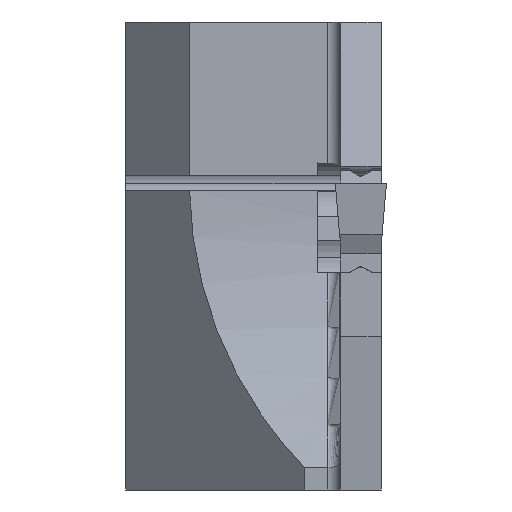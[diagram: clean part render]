
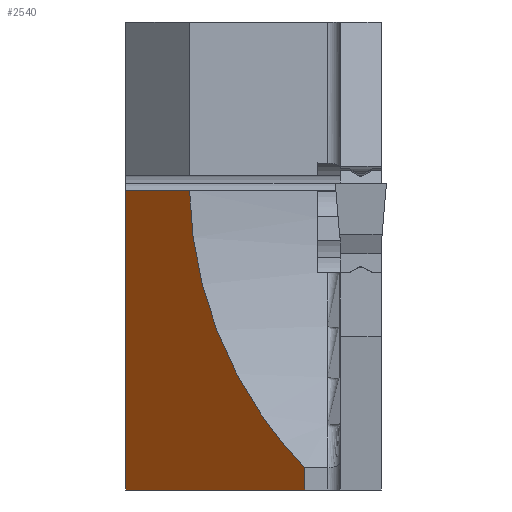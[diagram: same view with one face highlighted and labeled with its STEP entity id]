
A CAD part, left-side view. The second image highlights one B-rep face of the part: STEP entity #2540.
In plain terms, the highlighted planar face has unit normal (-0.707, 0.707, 0).
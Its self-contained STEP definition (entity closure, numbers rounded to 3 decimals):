
#7 = ORIENTED_EDGE ( 'NONE', *, *, #632, .T. ) ;
#72 = CARTESIAN_POINT ( 'NONE',  ( 12.497, 7.497, 11.7 ) ) ;
#96 = VERTEX_POINT ( 'NONE', #2428 ) ;
#196 = LINE ( 'NONE', #635, #2606 ) ;
#245 = ORIENTED_EDGE ( 'NONE', *, *, #1145, .F. ) ;
#384 = LINE ( 'NONE', #3109, #3139 ) ;
#408 = CARTESIAN_POINT ( 'NONE',  ( 6.6, 1.6, 18.3 ) ) ;
#420 = DIRECTION ( 'NONE',  ( -0.707, -0.707, 0. ) ) ;
#427 = AXIS2_PLACEMENT_3D ( 'NONE', #408, #1643, #2873 ) ;
#496 = EDGE_CURVE ( 'NONE', #2124, #96, #1469, .T. ) ;
#632 = EDGE_CURVE ( 'NONE', #2016, #2124, #384, .T. ) ;
#635 = CARTESIAN_POINT ( 'NONE',  ( 6.6, 1.6, 11.7 ) ) ;
#924 = DIRECTION ( 'NONE',  ( 0., 0., -1. ) ) ;
#947 = FACE_OUTER_BOUND ( 'NONE', #1320, .T. ) ;
#1127 = CARTESIAN_POINT ( 'NONE',  ( 8., 3., 18.3 ) ) ;
#1145 = EDGE_CURVE ( 'NONE', #2982, #96, #2452, .T. ) ;
#1157 = DIRECTION ( 'NONE',  ( -0.707, -0.707, 0. ) ) ;
#1218 = CARTESIAN_POINT ( 'NONE',  ( 12.497, 7.497, 11.7 ) ) ;
#1258 = ORIENTED_EDGE ( 'NONE', *, *, #2987, .F. ) ;
#1320 = EDGE_LOOP ( 'NONE', ( #1258, #7, #2594, #245, #2490 ) ) ;
#1354 = VECTOR ( 'NONE', #420, 1000. ) ;
#1399 =( BOUNDED_CURVE ( )  B_SPLINE_CURVE ( 3, ( #1218, #2168, #1899, #2629 ),
 .UNSPECIFIED., .F., .F. ) 
 B_SPLINE_CURVE_WITH_KNOTS ( ( 4, 4 ),
 ( 3.16, 3.91 ),
 .UNSPECIFIED. ) 
 CURVE ( )  GEOMETRIC_REPRESENTATION_ITEM ( )  RATIONAL_B_SPLINE_CURVE ( ( 1., 0.954, 0.954, 1. ) ) 
 REPRESENTATION_ITEM ( '' )  );
#1426 = CARTESIAN_POINT ( 'NONE',  ( 8., 3., 0.876 ) ) ;
#1469 = LINE ( 'NONE', #2651, #1354 ) ;
#1488 = VERTEX_POINT ( 'NONE', #72 ) ;
#1643 = DIRECTION ( 'NONE',  ( 0.707, -0.707, 0. ) ) ;
#1661 = CARTESIAN_POINT ( 'NONE',  ( 15., 10., 0. ) ) ;
#1870 = DIRECTION ( 'NONE',  ( 0., 0., -1. ) ) ;
#1899 = CARTESIAN_POINT ( 'NONE',  ( 10.848, 5.848, 3.82 ) ) ;
#2016 = VERTEX_POINT ( 'NONE', #2810 ) ;
#2124 = VERTEX_POINT ( 'NONE', #1661 ) ;
#2168 = CARTESIAN_POINT ( 'NONE',  ( 12.42, 7.42, 7.604 ) ) ;
#2184 = EDGE_CURVE ( 'NONE', #1488, #2982, #1399, .T. ) ;
#2398 = VECTOR ( 'NONE', #924, 1000. ) ;
#2428 = CARTESIAN_POINT ( 'NONE',  ( 8., 3., 0. ) ) ;
#2452 = LINE ( 'NONE', #1127, #2398 ) ;
#2490 = ORIENTED_EDGE ( 'NONE', *, *, #2184, .F. ) ;
#2540 = ADVANCED_FACE ( 'NONE', ( #947 ), #3120, .F. ) ;
#2594 = ORIENTED_EDGE ( 'NONE', *, *, #496, .T. ) ;
#2606 = VECTOR ( 'NONE', #1157, 1000. ) ;
#2629 = CARTESIAN_POINT ( 'NONE',  ( 8., 3., 0.876 ) ) ;
#2651 = CARTESIAN_POINT ( 'NONE',  ( 6.6, 1.6, 0. ) ) ;
#2810 = CARTESIAN_POINT ( 'NONE',  ( 15., 10., 11.7 ) ) ;
#2873 = DIRECTION ( 'NONE',  ( 0.707, 0.707, 0. ) ) ;
#2982 = VERTEX_POINT ( 'NONE', #1426 ) ;
#2987 = EDGE_CURVE ( 'NONE', #2016, #1488, #196, .T. ) ;
#3109 = CARTESIAN_POINT ( 'NONE',  ( 15., 10., 18.3 ) ) ;
#3120 = PLANE ( 'NONE',  #427 ) ;
#3139 = VECTOR ( 'NONE', #1870, 1000. ) ;
